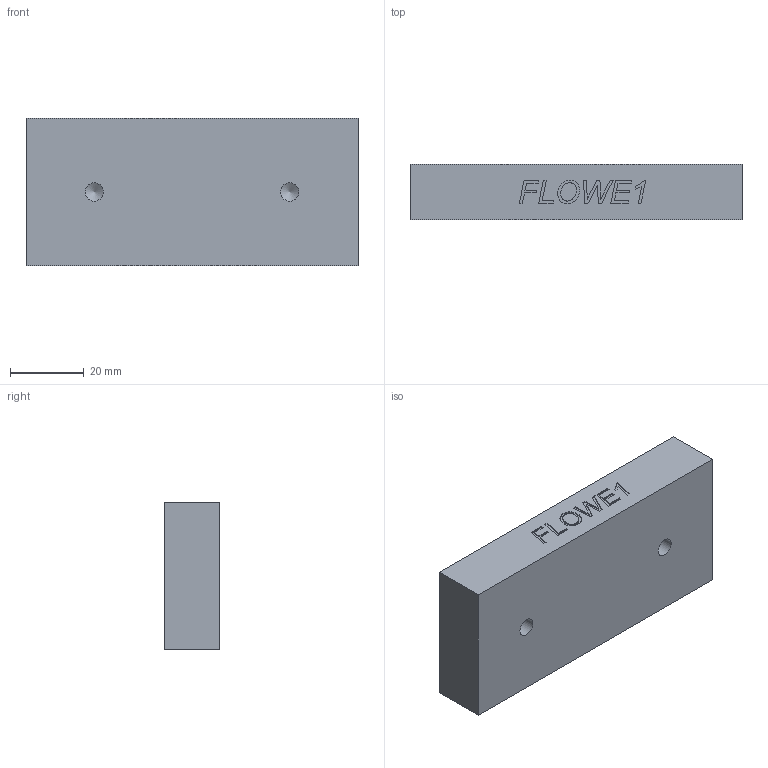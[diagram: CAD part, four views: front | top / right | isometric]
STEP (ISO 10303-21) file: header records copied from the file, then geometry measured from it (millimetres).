
FILE_DESCRIPTION(/* description */ ('Unknown'),/* implementation_level */ '2;1');
FILE_NAME(/* name */ 'flowE1-0F-Basic',/* time_stamp */ '2018-07-19T09:32:33+02:00',/* author */ ('Unknown'),/* organization */ ('Unknown'),/* preprocessor_version */ 'ST-DEVELOPER v16.7',/* originating_system */ 'DEX',/* authorisation */ $);
FILE_SCHEMA (('AUTOMOTIVE_DESIGN {1 0 10303 214 3 1 1}'));
Length unit declared in the file: millimetre
Products named in the file (1): flowE1-0F-Basic
Bounding box: 90 x 15 x 40 mm (x, y, z)
Volume: 53396.5 mm3; surface area: 11682.1 mm2
Topology: 1 solids, 1 shells, 71 faces, 186 edges, 124 vertices
Faces by surface type: plane 53, bspline 10, cylinder 4, cone 4
Full cylindrical faces by diameter (mm): 3.242 x2, 5 x2
Entity records: 2995 total; most frequent: CARTESIAN_POINT 862, ORIENTED_EDGE 336, DIRECTION 280, EDGE_CURVE 168, LINE 140, VECTOR 140, VERTEX_POINT 120, FACE_BOUND 92
